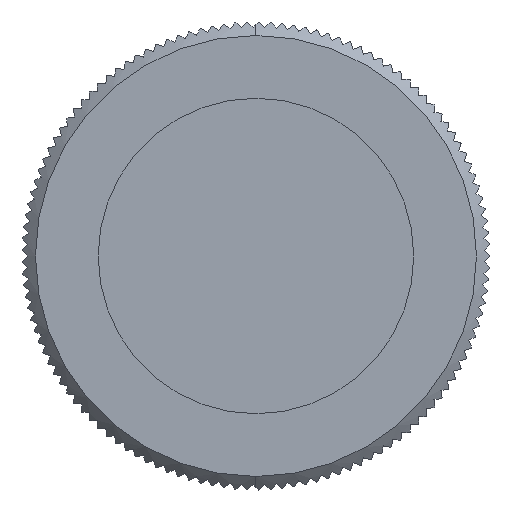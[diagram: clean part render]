
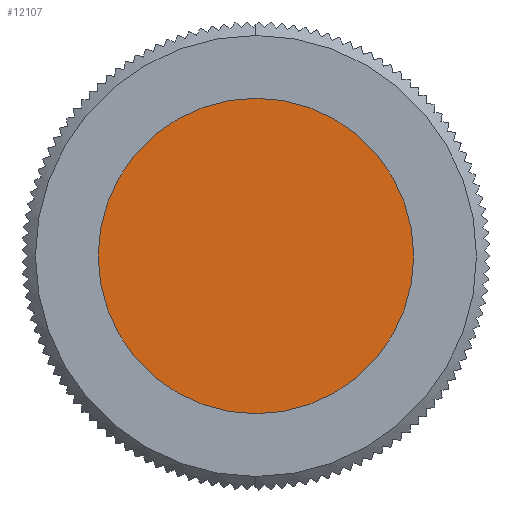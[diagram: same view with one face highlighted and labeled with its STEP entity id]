
A CAD part, left-side view. The second image highlights one B-rep face of the part: STEP entity #12107.
In plain terms, the highlighted planar face has unit normal (-1, 0, 0).
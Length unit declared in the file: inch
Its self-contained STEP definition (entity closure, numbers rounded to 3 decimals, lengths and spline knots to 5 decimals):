
#700 = DIRECTION ( 'NONE',  ( 1., 0., 0. ) ) ;
#910 = DIRECTION ( 'NONE',  ( 1., 0., 0. ) ) ;
#1259 = AXIS2_PLACEMENT_3D ( 'NONE', #14021, #700, #11447 ) ;
#1621 = CIRCLE ( 'NONE', #5720, 0.29113 ) ;
#1794 = CARTESIAN_POINT ( 'NONE',  ( 0., 0., 0.29113 ) ) ;
#2419 = EDGE_CURVE ( 'NONE', #11464, #5559, #15907, .T. ) ;
#3294 = PLANE ( 'NONE',  #1259 ) ;
#5559 = VERTEX_POINT ( 'NONE', #10442 ) ;
#5720 = AXIS2_PLACEMENT_3D ( 'NONE', #12120, #16070, #9455 ) ;
#5911 = EDGE_LOOP ( 'NONE', ( #11778, #10953 ) ) ;
#7313 = EDGE_CURVE ( 'NONE', #5559, #11464, #1621, .T. ) ;
#7688 = AXIS2_PLACEMENT_3D ( 'NONE', #14234, #910, #16912 ) ;
#9455 = DIRECTION ( 'NONE',  ( 0., 0., -1. ) ) ;
#10442 = CARTESIAN_POINT ( 'NONE',  ( 0., 0., -0.29113 ) ) ;
#10953 = ORIENTED_EDGE ( 'NONE', *, *, #2419, .F. ) ;
#11447 = DIRECTION ( 'NONE',  ( 0., 0., -1. ) ) ;
#11464 = VERTEX_POINT ( 'NONE', #1794 ) ;
#11778 = ORIENTED_EDGE ( 'NONE', *, *, #7313, .F. ) ;
#12107 = ADVANCED_FACE ( 'NONE', ( #15064 ), #3294, .F. ) ;
#12120 = CARTESIAN_POINT ( 'NONE',  ( 0., 0., 0. ) ) ;
#14021 = CARTESIAN_POINT ( 'NONE',  ( 0., 0., 0. ) ) ;
#14234 = CARTESIAN_POINT ( 'NONE',  ( 0., 0., 0. ) ) ;
#15064 = FACE_OUTER_BOUND ( 'NONE', #5911, .T. ) ;
#15907 = CIRCLE ( 'NONE', #7688, 0.29113 ) ;
#16070 = DIRECTION ( 'NONE',  ( 1., 0., 0. ) ) ;
#16912 = DIRECTION ( 'NONE',  ( 0., 0., -1. ) ) ;
